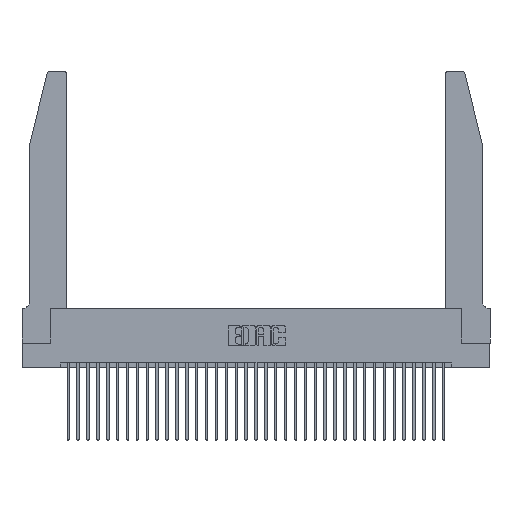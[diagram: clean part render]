
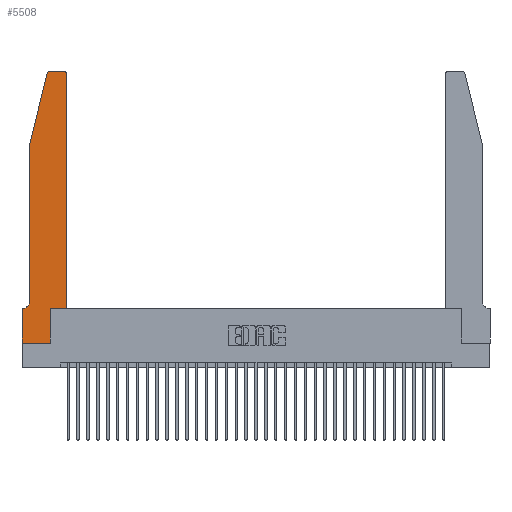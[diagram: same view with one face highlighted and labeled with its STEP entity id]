
A CAD part, top view. The second image highlights one B-rep face of the part: STEP entity #5508.
In plain terms, the highlighted planar face has unit normal (0, 0, 1).
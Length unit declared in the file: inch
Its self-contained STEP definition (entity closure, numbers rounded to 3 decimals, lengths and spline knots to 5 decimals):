
#224 = DIRECTION ( 'NONE',  ( -1., 0., 0. ) ) ;
#226 = EDGE_CURVE ( 'NONE', #13697, #7113, #33279, .T. ) ;
#499 = LINE ( 'NONE', #29773, #7088 ) ;
#603 = VERTEX_POINT ( 'NONE', #12250 ) ;
#676 = DIRECTION ( 'NONE',  ( -1., 0., 0. ) ) ;
#1092 = ORIENTED_EDGE ( 'NONE', *, *, #21199, .T. ) ;
#1489 = DIRECTION ( 'NONE',  ( 0., 1., 0. ) ) ;
#2285 = CARTESIAN_POINT ( 'NONE',  ( 0.2865, 0., 0.37 ) ) ;
#2365 = CARTESIAN_POINT ( 'NONE',  ( 0.0755, 2., 0.37 ) ) ;
#2688 = LINE ( 'NONE', #29807, #23095 ) ;
#3359 = DIRECTION ( 'NONE',  ( 0., 0., 1. ) ) ;
#3747 = ORIENTED_EDGE ( 'NONE', *, *, #5448, .T. ) ;
#4255 = LINE ( 'NONE', #18650, #31837 ) ;
#4423 = VECTOR ( 'NONE', #5688, 39.37008 ) ;
#5223 = DIRECTION ( 'NONE',  ( -0.239, -0.971, 0. ) ) ;
#5310 = LINE ( 'NONE', #33136, #4423 ) ;
#5376 = CARTESIAN_POINT ( 'NONE',  ( 0.25487, 2.72718, 0.37 ) ) ;
#5448 = EDGE_CURVE ( 'NONE', #24257, #603, #499, .T. ) ;
#5508 = ADVANCED_FACE ( 'NONE', ( #33802 ), #8093, .T. ) ;
#5688 = DIRECTION ( 'NONE',  ( 1., 0., 0. ) ) ;
#6886 = CARTESIAN_POINT ( 'NONE',  ( 0.4205, 2.75, 0.37 ) ) ;
#7033 = VERTEX_POINT ( 'NONE', #14870 ) ;
#7088 = VECTOR ( 'NONE', #16049, 39.37008 ) ;
#7113 = VERTEX_POINT ( 'NONE', #12327 ) ;
#7617 = DIRECTION ( 'NONE',  ( 1., 0., 0. ) ) ;
#7899 = CARTESIAN_POINT ( 'NONE',  ( 0.4505, 2.72, 0.37 ) ) ;
#8093 = PLANE ( 'NONE',  #18736 ) ;
#8456 = CIRCLE ( 'NONE', #18273, 0.03 ) ;
#8480 = CARTESIAN_POINT ( 'NONE',  ( 0.4505, 0.35, 0.37 ) ) ;
#9810 = VECTOR ( 'NONE', #5223, 39.37008 ) ;
#9870 = EDGE_CURVE ( 'NONE', #21038, #13889, #35145, .T. ) ;
#10365 = DIRECTION ( 'NONE',  ( 0., 0., 1. ) ) ;
#10862 = DIRECTION ( 'NONE',  ( 1., 0., 0. ) ) ;
#11043 = AXIS2_PLACEMENT_3D ( 'NONE', #33367, #16916, #224 ) ;
#11515 = ORIENTED_EDGE ( 'NONE', *, *, #226, .T. ) ;
#11947 = ORIENTED_EDGE ( 'NONE', *, *, #30294, .T. ) ;
#12250 = CARTESIAN_POINT ( 'NONE',  ( 0.284, 2.75, 0.37 ) ) ;
#12327 = CARTESIAN_POINT ( 'NONE',  ( 0.0755, 0.42, 0.37 ) ) ;
#13044 = VECTOR ( 'NONE', #16244, 39.37008 ) ;
#13060 = LINE ( 'NONE', #34568, #34149 ) ;
#13209 = VECTOR ( 'NONE', #676, 39.37008 ) ;
#13256 = ORIENTED_EDGE ( 'NONE', *, *, #32752, .T. ) ;
#13312 = DIRECTION ( 'NONE',  ( 0., 1., 0. ) ) ;
#13697 = VERTEX_POINT ( 'NONE', #17975 ) ;
#13889 = VERTEX_POINT ( 'NONE', #24586 ) ;
#14870 = CARTESIAN_POINT ( 'NONE',  ( 0., 0., 0.37 ) ) ;
#16001 = AXIS2_PLACEMENT_3D ( 'NONE', #19989, #3359, #22759 ) ;
#16049 = DIRECTION ( 'NONE',  ( -1., 0., 0. ) ) ;
#16244 = DIRECTION ( 'NONE',  ( 0., -1., 0. ) ) ;
#16281 = CARTESIAN_POINT ( 'NONE',  ( 0., 0.35, 0.37 ) ) ;
#16916 = DIRECTION ( 'NONE',  ( 0., 0., -1. ) ) ;
#17157 = ORIENTED_EDGE ( 'NONE', *, *, #20042, .T. ) ;
#17439 = CARTESIAN_POINT ( 'NONE',  ( 0.2865, 0.35, 0.37 ) ) ;
#17975 = CARTESIAN_POINT ( 'NONE',  ( 0.0755, 2., 0.37 ) ) ;
#18166 = ORIENTED_EDGE ( 'NONE', *, *, #27938, .T. ) ;
#18273 = AXIS2_PLACEMENT_3D ( 'NONE', #26920, #10365, #29637 ) ;
#18650 = CARTESIAN_POINT ( 'NONE',  ( 0., 0., 0.37 ) ) ;
#18736 = AXIS2_PLACEMENT_3D ( 'NONE', #16281, #27398, #10862 ) ;
#19989 = CARTESIAN_POINT ( 'NONE',  ( 0.4205, 2.72, 0.37 ) ) ;
#20042 = EDGE_CURVE ( 'NONE', #7113, #21038, #22855, .T. ) ;
#21038 = VERTEX_POINT ( 'NONE', #26209 ) ;
#21199 = EDGE_CURVE ( 'NONE', #603, #29779, #8456, .T. ) ;
#21929 = VERTEX_POINT ( 'NONE', #2285 ) ;
#22368 = ORIENTED_EDGE ( 'NONE', *, *, #22468, .T. ) ;
#22468 = EDGE_CURVE ( 'NONE', #21929, #24170, #2688, .T. ) ;
#22671 = VERTEX_POINT ( 'NONE', #8480 ) ;
#22759 = DIRECTION ( 'NONE',  ( 1., 0., 0. ) ) ;
#22855 = CIRCLE ( 'NONE', #11043, 0.07 ) ;
#23095 = VECTOR ( 'NONE', #13312, 39.37008 ) ;
#24170 = VERTEX_POINT ( 'NONE', #17439 ) ;
#24257 = VERTEX_POINT ( 'NONE', #6886 ) ;
#24527 = LINE ( 'NONE', #2365, #9810 ) ;
#24586 = CARTESIAN_POINT ( 'NONE',  ( 0., 0.35, 0.37 ) ) ;
#24786 = CARTESIAN_POINT ( 'NONE',  ( 0., 0., 0.37 ) ) ;
#25754 = CIRCLE ( 'NONE', #16001, 0.03 ) ;
#25864 = VECTOR ( 'NONE', #33015, 39.37008 ) ;
#26209 = CARTESIAN_POINT ( 'NONE',  ( 0.0055, 0.35, 0.37 ) ) ;
#26232 = EDGE_CURVE ( 'NONE', #31671, #24257, #25754, .T. ) ;
#26723 = LINE ( 'NONE', #24786, #25864 ) ;
#26776 = ORIENTED_EDGE ( 'NONE', *, *, #26232, .T. ) ;
#26920 = CARTESIAN_POINT ( 'NONE',  ( 0.284, 2.72, 0.37 ) ) ;
#27366 = CARTESIAN_POINT ( 'NONE',  ( 0.0755, 2., 0.37 ) ) ;
#27398 = DIRECTION ( 'NONE',  ( 0., 0., 1. ) ) ;
#27501 = ORIENTED_EDGE ( 'NONE', *, *, #30439, .T. ) ;
#27854 = EDGE_LOOP ( 'NONE', ( #3747, #1092, #13256, #11515, #17157, #29198, #27501, #11947, #22368, #18166, #28477, #26776 ) ) ;
#27938 = EDGE_CURVE ( 'NONE', #24170, #22671, #5310, .T. ) ;
#28165 = EDGE_CURVE ( 'NONE', #22671, #31671, #13060, .T. ) ;
#28477 = ORIENTED_EDGE ( 'NONE', *, *, #28165, .T. ) ;
#29198 = ORIENTED_EDGE ( 'NONE', *, *, #9870, .T. ) ;
#29637 = DIRECTION ( 'NONE',  ( 1., 0., 0. ) ) ;
#29773 = CARTESIAN_POINT ( 'NONE',  ( 0.2605, 2.75, 0.37 ) ) ;
#29779 = VERTEX_POINT ( 'NONE', #5376 ) ;
#29807 = CARTESIAN_POINT ( 'NONE',  ( 0.2865, 0.35, 0.37 ) ) ;
#30294 = EDGE_CURVE ( 'NONE', #7033, #21929, #4255, .T. ) ;
#30439 = EDGE_CURVE ( 'NONE', #13889, #7033, #26723, .T. ) ;
#31671 = VERTEX_POINT ( 'NONE', #7899 ) ;
#31837 = VECTOR ( 'NONE', #7617, 39.37008 ) ;
#32752 = EDGE_CURVE ( 'NONE', #29779, #13697, #24527, .T. ) ;
#33015 = DIRECTION ( 'NONE',  ( 0., -1., 0. ) ) ;
#33136 = CARTESIAN_POINT ( 'NONE',  ( 0.4505, 0.35, 0.37 ) ) ;
#33279 = LINE ( 'NONE', #27366, #13044 ) ;
#33367 = CARTESIAN_POINT ( 'NONE',  ( 0.0055, 0.42, 0.37 ) ) ;
#33792 = CARTESIAN_POINT ( 'NONE',  ( 0.0755, 0.35, 0.37 ) ) ;
#33802 = FACE_OUTER_BOUND ( 'NONE', #27854, .T. ) ;
#34149 = VECTOR ( 'NONE', #1489, 39.37008 ) ;
#34568 = CARTESIAN_POINT ( 'NONE',  ( 0.4505, 0.35, 0.37 ) ) ;
#35145 = LINE ( 'NONE', #33792, #13209 ) ;
